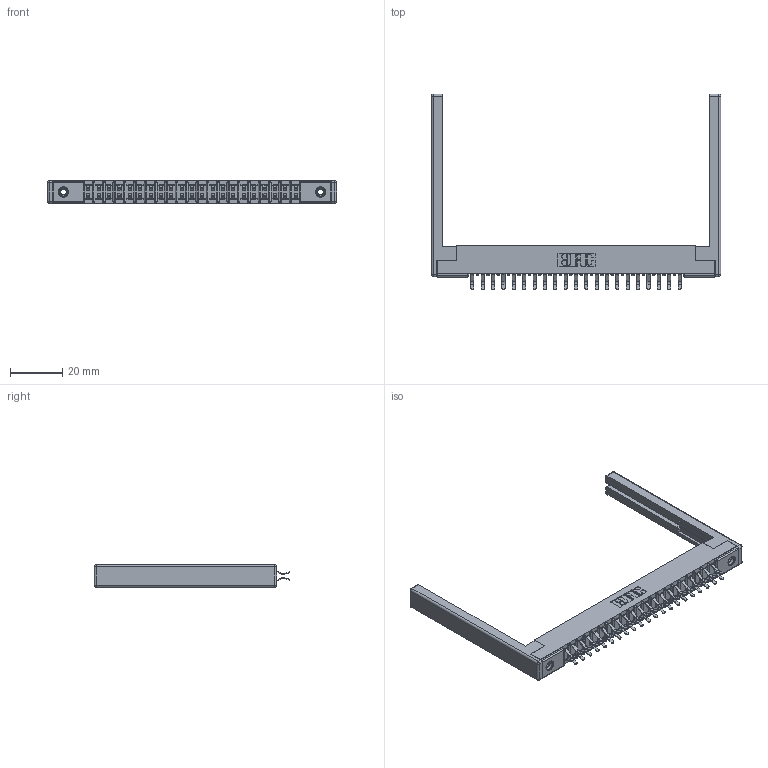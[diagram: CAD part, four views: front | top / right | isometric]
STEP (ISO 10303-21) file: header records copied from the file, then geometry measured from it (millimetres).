
FILE_DESCRIPTION (( 'STEP AP203' ), '1' );
FILE_NAME ('357-042-556-268.STEP', '2019-09-18T06:42:13', ( '' ), ( '' ), 'SwSTEP 2.0', 'SolidWorks 2016', '' );
FILE_SCHEMA (( 'CONFIG_CONTROL_DESIGN' ));
Length unit declared in the file: inch
Products named in the file (5): 307-220-068; 357-042-556-268; 307 Part_.156 Dia Mounting Holes; 345-250-001_345-250-001-102; 307-290-001_556
Assembly tree (47 placements, depth 2):
  357-042-556-268
    307 Part_.156 Dia Mounting Holes
    307-290-001_556  x42
    307-220-068  x2
    345-250-001_345-250-001-102  x2
Bounding box: 110.64 x 74.93 x 8.71 mm (x, y, z)
Volume: 11791.2 mm3; surface area: 16719.2 mm2
Topology: 47 solids, 47 shells, 2394 faces, 6677 edges, 4314 vertices
Faces by surface type: plane 1544, cylinder 782, sphere 52, cone 12, torus 4
Entity records: 24127 total; most frequent: CARTESIAN_POINT 3930, ORIENTED_EDGE 3884, DIRECTION 3874, EDGE_CURVE 1942, VECTOR 1478, LINE 1478, VERTEX_POINT 1254, AXIS2_PLACEMENT_3D 1198
